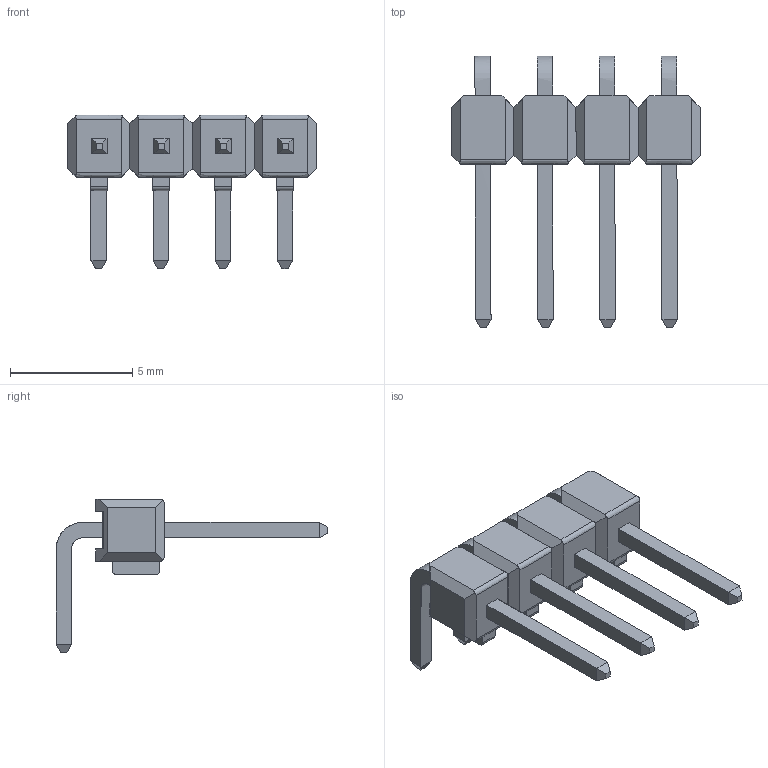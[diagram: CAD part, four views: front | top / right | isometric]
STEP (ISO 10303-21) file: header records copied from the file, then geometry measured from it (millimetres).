
FILE_DESCRIPTION(/* description */ (''),/* implementation_level */ '2;1');
FILE_NAME(/* name */ 'PI44D8~1',/* time_stamp */ '2014-06-21T13:49:24+02:00',/* author */ (''),/* organization */ (''),/* preprocessor_version */ 'ST-DEVELOPER v14',/* originating_system */ '',/* authorisation */ '');
FILE_SCHEMA (('AUTOMOTIVE_DESIGN'));
Length unit declared in the file: millimetre
Products named in the file (1): Document
Bounding box: 10.17 x 11.11 x 6.29 mm (x, y, z)
Volume: 79.2 mm3; surface area: 332.8 mm2
Topology: 7 solids, 21 shells, 180 faces, 487 edges, 337 vertices
Faces by surface type: plane 156, bspline 24
Entity records: 11290 total; most frequent: CARTESIAN_POINT 4719, B_SPLINE_CURVE_WITH_KNOTS 1247, ORIENTED_EDGE 904, PCURVE 904, DEFINITIONAL_REPRESENTATION 904, SURFACE_CURVE 480, EDGE_CURVE 480, VERTEX_POINT 328
